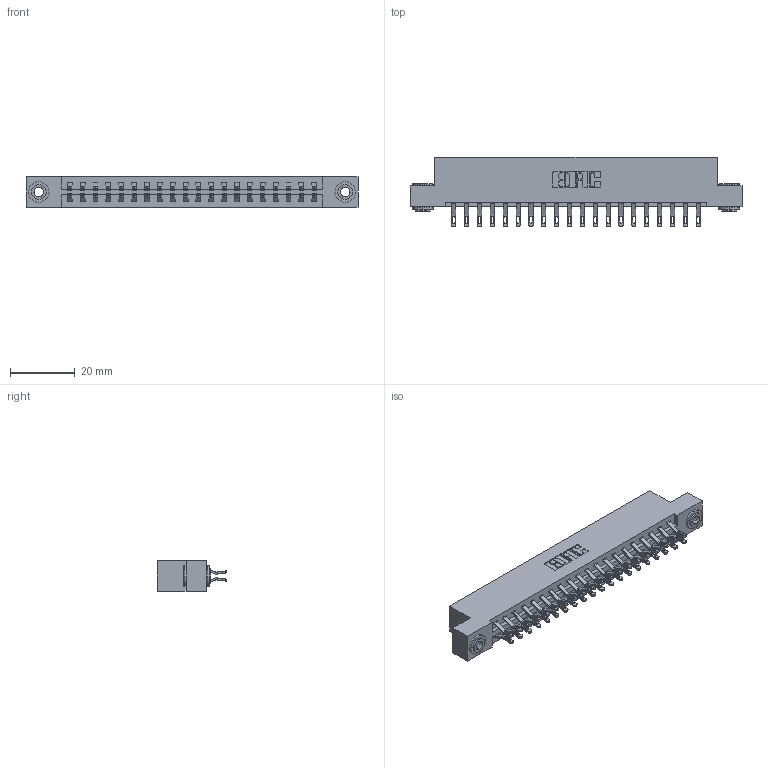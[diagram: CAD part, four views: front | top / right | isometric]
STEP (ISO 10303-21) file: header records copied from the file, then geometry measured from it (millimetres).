
FILE_DESCRIPTION (( 'STEP AP203' ), '1' );
FILE_NAME ('387-040-555-203.STEP', '2019-10-18T03:02:24', ( '' ), ( '' ), 'SwSTEP 2.0', 'SolidWorks 2016', '' );
FILE_SCHEMA (( 'CONFIG_CONTROL_DESIGN' ));
Length unit declared in the file: inch
Products named in the file (4): 345-292-001_555 Tail; 387-040-555-203; 345-250-002_345-250-002-102; 337 Part_Flush Mounting Lugs - 0.156 Dia-TH
Assembly tree (43 placements, depth 2):
  387-040-555-203
    337 Part_Flush Mounting Lugs - 0.156 Dia-TH
    345-292-001_555 Tail  x40
    345-250-002_345-250-002-102  x2
Bounding box: 102.26 x 21.47 x 9.4 mm (x, y, z)
Volume: 10619.6 mm3; surface area: 12453.4 mm2
Topology: 43 solids, 43 shells, 2552 faces, 7947 edges, 5294 vertices
Faces by surface type: plane 1520, cylinder 1024, cone 8
Entity records: 19328 total; most frequent: CARTESIAN_POINT 3283, ORIENTED_EDGE 3182, DIRECTION 2837, EDGE_CURVE 1591, VECTOR 1419, LINE 1419, VERTEX_POINT 1058, AXIS2_PLACEMENT_3D 709
